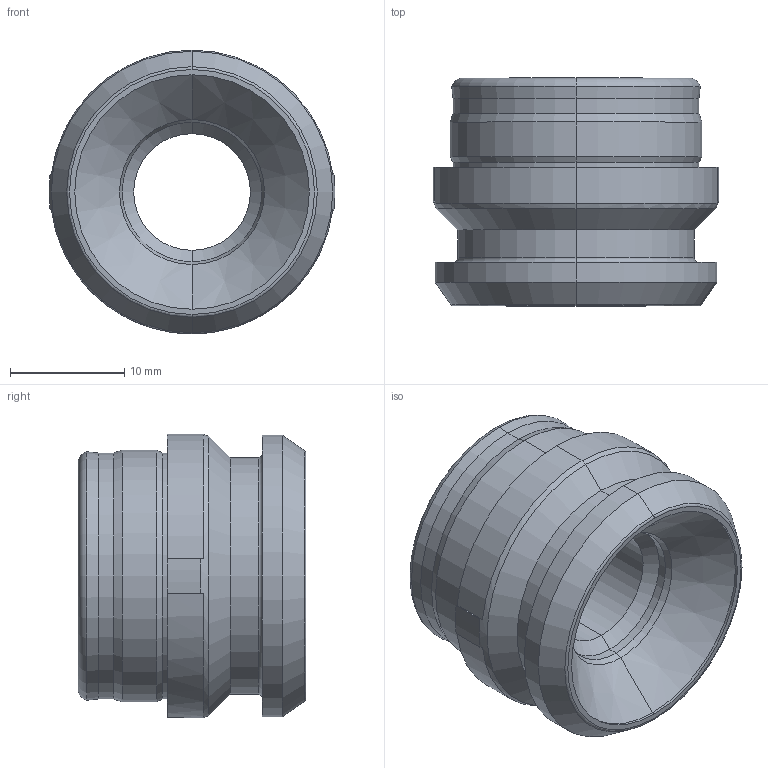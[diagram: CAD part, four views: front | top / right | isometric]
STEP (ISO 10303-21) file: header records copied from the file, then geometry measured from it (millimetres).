
FILE_DESCRIPTION (( 'STEP AP214' ), '1' );
FILE_NAME ('7000 101 Nippel ø25mm 068-111.STEP', '2013-11-29T12:11:29', ( '' ), ( '' ), 'SwSTEP 2.0', 'SolidWorks 2013', '' );
FILE_SCHEMA (( 'AUTOMOTIVE_DESIGN' ));
Length unit declared in the file: millimetre
Products named in the file (1): 7000 101 Nippel ø25mm 068-111
Bounding box: 24.98 x 19.9 x 24.8 mm (x, y, z)
Volume: 5646.3 mm3; surface area: 2882.6 mm2
Topology: 1 solids, 1 shells, 62 faces, 132 edges, 75 vertices
Faces by surface type: cone 24, cylinder 23, plane 9, torus 6
Entity records: 1721 total; most frequent: DIRECTION 327, CARTESIAN_POINT 282, ORIENTED_EDGE 264, AXIS2_PLACEMENT_3D 136, EDGE_CURVE 132, VERTEX_POINT 75, CIRCLE 73, EDGE_LOOP 67
